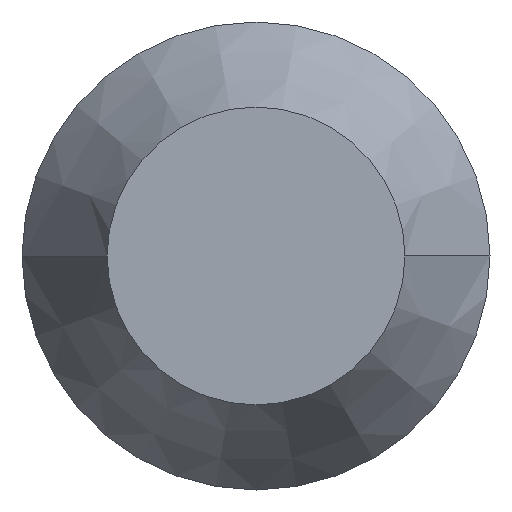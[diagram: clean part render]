
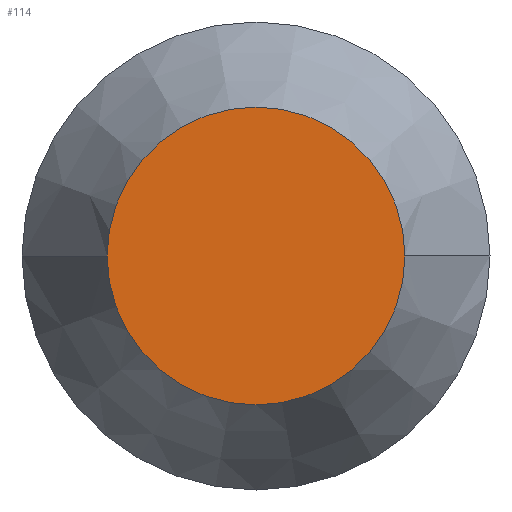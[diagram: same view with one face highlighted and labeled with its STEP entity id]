
A CAD part, front view. The second image highlights one B-rep face of the part: STEP entity #114.
In plain terms, the highlighted planar face has unit normal (0, -1, 0).
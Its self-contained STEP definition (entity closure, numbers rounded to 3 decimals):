
#114=ADVANCED_FACE('',(#272),#273,.T.);
#272=FACE_OUTER_BOUND('',#476,.T.);
#273=PLANE('',#477);
#476=EDGE_LOOP('',(#731,#732));
#477=AXIS2_PLACEMENT_3D('',#733,#734,#735);
#731=ORIENTED_EDGE('',*,*,#1154,.F.);
#732=ORIENTED_EDGE('',*,*,#1190,.F.);
#733=CARTESIAN_POINT('',(-1.75,0.,0.0));
#734=DIRECTION('',(0.,-1.0,-0.0));
#735=DIRECTION('',(1.0,0.,0.0));
#1154=EDGE_CURVE('',#1353,#1356,#1357,.T.);
#1190=EDGE_CURVE('',#1356,#1353,#1406,.T.);
#1353=VERTEX_POINT('',#1637);
#1356=VERTEX_POINT('',#1641);
#1357=CIRCLE('',#1642,3.5);
#1406=CIRCLE('',#1700,3.5);
#1637=CARTESIAN_POINT('',(-3.5,0.,0.0));
#1641=CARTESIAN_POINT('',(3.5,0.0,0.));
#1642=AXIS2_PLACEMENT_3D('',#2239,#2240,#2241);
#1700=AXIS2_PLACEMENT_3D('',#2293,#2294,#2295);
#2239=CARTESIAN_POINT('',(0.0,0.,0.0));
#2240=DIRECTION('',(0.0,1.0,0.0));
#2241=DIRECTION('',(-1.0,0.0,0.0));
#2293=CARTESIAN_POINT('',(0.0,0.,0.0));
#2294=DIRECTION('',(0.0,1.0,0.0));
#2295=DIRECTION('',(-1.0,0.0,0.0));
